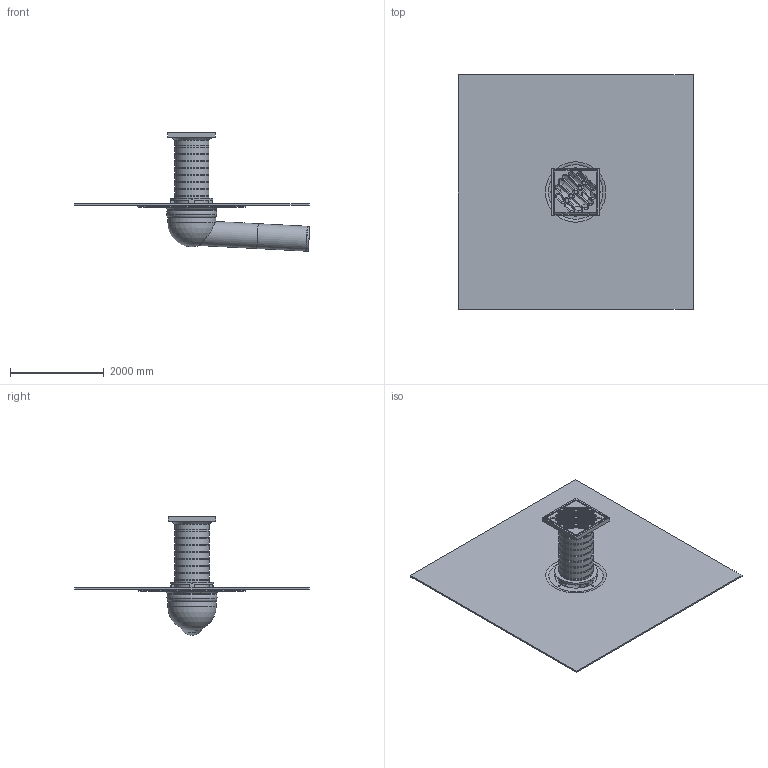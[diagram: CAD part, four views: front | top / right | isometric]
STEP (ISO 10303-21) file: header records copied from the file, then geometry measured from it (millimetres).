
FILE_DESCRIPTION(/* description */ (''),/* implementation_level */ '2;1');
FILE_NAME(/* name */ '15472.050X_3D.stp',/* time_stamp */ '2024-12-12T06:53:36+01:00',/* author */ ('CAD'),/* organization */ (''),/* preprocessor_version */ 'ST-DEVELOPER v20',/* originating_system */ 'AutoCAD Mechanical',/* authorisation */ '');
FILE_SCHEMA (('AUTOMOTIVE_DESIGN { 1 0 10303 214 3 1 1 }'));
Length unit declared in the file: centimetre
Products named in the file (2): Product; *S0
Assembly tree (1 placements, depth 2):
  Product
    *S0
Bounding box: 5013.61 x 5000 x 2519.63 mm (x, y, z)
Volume: 1099608348.3 mm3; surface area: 83892763.8 mm2
Topology: 10 solids, 10 shells, 501 faces, 1203 edges, 756 vertices
Faces by surface type: cylinder 183, plane 170, torus 91, cone 38, sphere 18, bspline 1
Full cylindrical faces by diameter (mm): 20 x8, 35 x2, 85 x2, 499.993 x2, 529.993 x2, 530 x1, 720 x8, 730 x9, 736 x1, 770 x1, 810 x1, 885 x1, 900 x1, 901 x1, 905 x1, 953.818 x1, 965 x2, 980 x1, 1000 x1, 1030 x1
Entity records: 16052 total; most frequent: CARTESIAN_POINT 3789, DIRECTION 2759, ORIENTED_EDGE 2398, EDGE_CURVE 1199, AXIS2_PLACEMENT_3D 1114, VERTEX_POINT 752, CIRCLE 608, EDGE_LOOP 593
